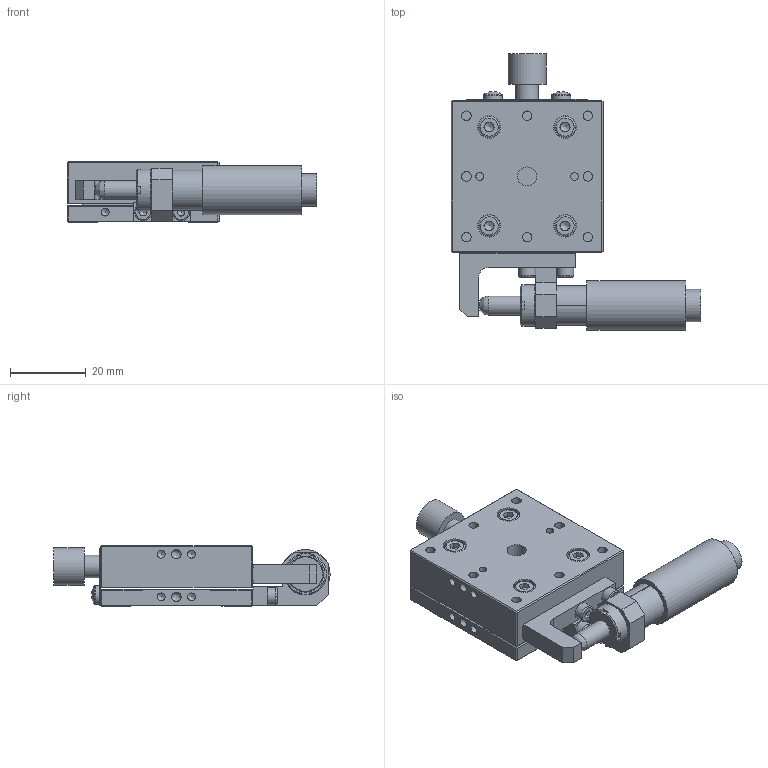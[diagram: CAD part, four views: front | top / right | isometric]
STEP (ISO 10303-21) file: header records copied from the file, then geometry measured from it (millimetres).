
FILE_DESCRIPTION (( 'STEP AP203' ), '1' );
FILE_NAME ('TSS416-05L.STEP', '2023-11-29T08:12:16', ( 'Windows User' ), ( 'P R C' ), 'SwSTEP 2.0', 'SolidWorks 2020', '' );
FILE_SCHEMA (( 'CONFIG_CONTROL_DESIGN' ));
Length unit declared in the file: millimetre
Products named in the file (1): TSS416-05L
Bounding box: 65.75 x 72.8 x 16 mm (x, y, z)
Volume: 31571.9 mm3; surface area: 17585.5 mm2
Topology: 26 solids, 26 shells, 493 faces, 1135 edges, 731 vertices
Faces by surface type: plane 320, cylinder 109, cone 37, bspline 27
Full cylindrical faces by diameter (mm): 1.6 x4, 2 x4, 2.05 x18, 2.5 x22, 2.7 x4, 3 x7, 3.4 x8, 4.5 x4, 5 x4, 5.5 x4, 6 x9, 8.5 x1, 9 x2, 9.5 x3, 10 x1, 11 x1, 13 x1
Entity records: 13419 total; most frequent: CARTESIAN_POINT 3039, DIRECTION 2101, ORIENTED_EDGE 1890, EDGE_CURVE 945, AXIS2_PLACEMENT_3D 767, EDGE_LOOP 715, VERTEX_POINT 678, FACE_OUTER_BOUND 592
